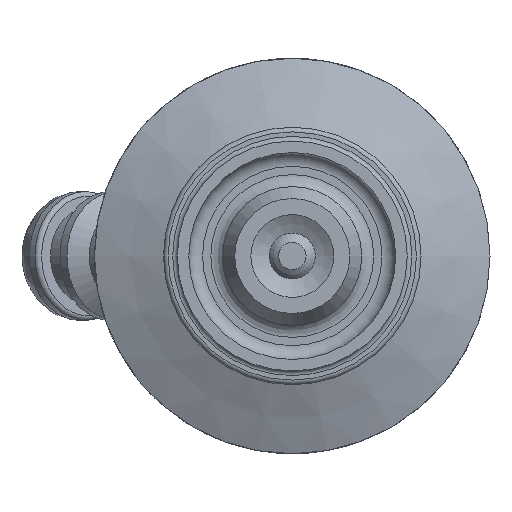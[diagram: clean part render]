
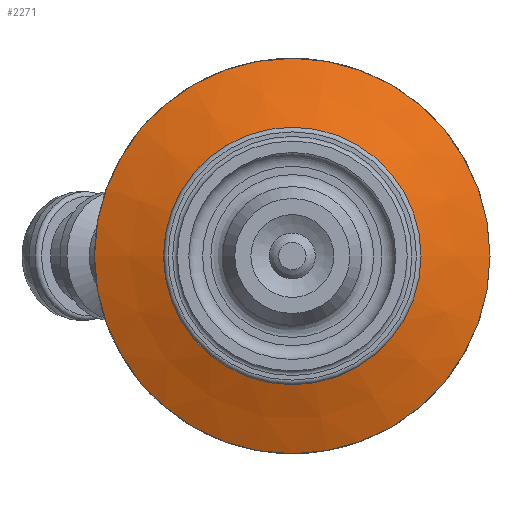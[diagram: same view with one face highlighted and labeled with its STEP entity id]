
A CAD part, front view. The second image highlights one B-rep face of the part: STEP entity #2271.
In plain terms, the highlighted conical face has half-angle 68.199 degrees and reference radius 17.75 mm.
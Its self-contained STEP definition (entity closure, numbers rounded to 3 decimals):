
#94=CONICAL_SURFACE('',#2555,17.75,1.19);
#345=LINE('',#4453,#422);
#422=VECTOR('',#3177,17.75);
#536=FACE_OUTER_BOUND('',#672,.T.);
#672=EDGE_LOOP('',(#1959,#1960,#1961,#1962,#1963,#1964));
#855=CIRCLE('',#2556,21.5);
#856=CIRCLE('',#2557,21.5);
#857=CIRCLE('',#2558,14.);
#858=CIRCLE('',#2559,14.);
#1088=VERTEX_POINT('',#4448);
#1089=VERTEX_POINT('',#4449);
#1090=VERTEX_POINT('',#4452);
#1091=VERTEX_POINT('',#4454);
#1395=EDGE_CURVE('',#1088,#1089,#855,.T.);
#1396=EDGE_CURVE('',#1089,#1088,#856,.T.);
#1397=EDGE_CURVE('',#1089,#1090,#345,.T.);
#1398=EDGE_CURVE('',#1090,#1091,#857,.T.);
#1399=EDGE_CURVE('',#1091,#1090,#858,.T.);
#1959=ORIENTED_EDGE('',*,*,#1395,.F.);
#1960=ORIENTED_EDGE('',*,*,#1396,.F.);
#1961=ORIENTED_EDGE('',*,*,#1397,.T.);
#1962=ORIENTED_EDGE('',*,*,#1398,.T.);
#1963=ORIENTED_EDGE('',*,*,#1399,.T.);
#1964=ORIENTED_EDGE('',*,*,#1397,.F.);
#2271=ADVANCED_FACE('',(#536),#94,.T.);
#2555=AXIS2_PLACEMENT_3D('',#4447,#3171,#3172);
#2556=AXIS2_PLACEMENT_3D('',#4450,#3173,#3174);
#2557=AXIS2_PLACEMENT_3D('',#4451,#3175,#3176);
#2558=AXIS2_PLACEMENT_3D('',#4455,#3178,#3179);
#2559=AXIS2_PLACEMENT_3D('',#4456,#3180,#3181);
#3171=DIRECTION('center_axis',(0.,1.,0.));
#3172=DIRECTION('ref_axis',(-1.,0.,0.));
#3173=DIRECTION('center_axis',(0.,1.,0.));
#3174=DIRECTION('ref_axis',(-1.,0.,0.));
#3175=DIRECTION('center_axis',(0.,1.,0.));
#3176=DIRECTION('ref_axis',(-1.,0.,0.));
#3177=DIRECTION('',(-0.928,-0.371,0.));
#3178=DIRECTION('center_axis',(0.,1.,0.));
#3179=DIRECTION('ref_axis',(-1.,0.,0.));
#3180=DIRECTION('center_axis',(0.,1.,0.));
#3181=DIRECTION('ref_axis',(-1.,0.,0.));
#4447=CARTESIAN_POINT('Origin',(0.,13.5,0.));
#4448=CARTESIAN_POINT('',(-21.5,15.,0.));
#4449=CARTESIAN_POINT('',(21.5,15.,0.));
#4450=CARTESIAN_POINT('Origin',(0.,15.,0.));
#4451=CARTESIAN_POINT('Origin',(0.,15.,0.));
#4452=CARTESIAN_POINT('',(14.,12.,0.));
#4453=CARTESIAN_POINT('',(17.75,13.5,0.));
#4454=CARTESIAN_POINT('',(-14.,12.,0.));
#4455=CARTESIAN_POINT('Origin',(0.,12.,0.));
#4456=CARTESIAN_POINT('Origin',(0.,12.,0.));
